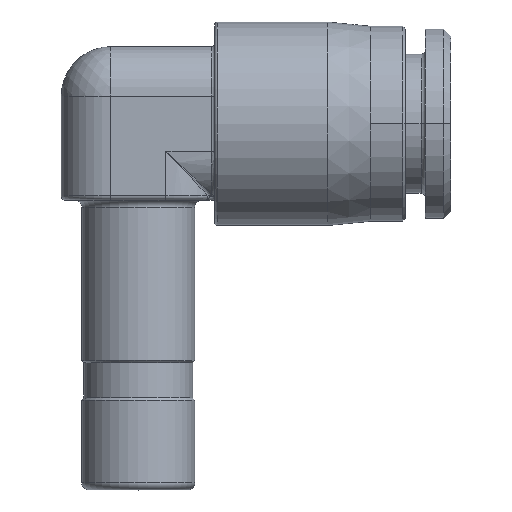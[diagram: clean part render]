
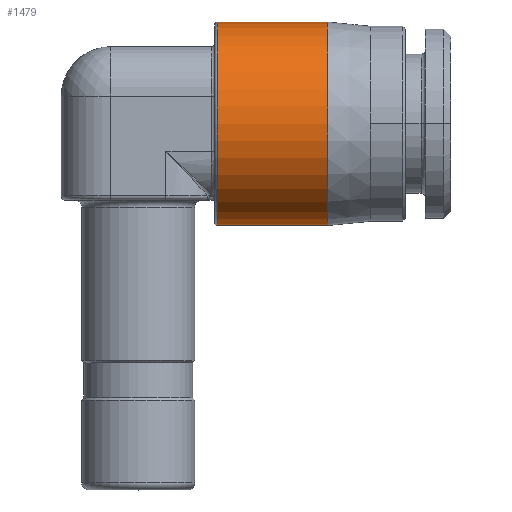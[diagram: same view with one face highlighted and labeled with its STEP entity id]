
A CAD part, top view. The second image highlights one B-rep face of the part: STEP entity #1479.
In plain terms, the highlighted cylindrical face has radius 7.2 mm (diameter 14.4 mm), a partial arc.
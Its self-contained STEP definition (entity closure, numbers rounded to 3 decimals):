
#130=DIRECTION('',(1.,0.,0.));
#131=VECTOR('',#130,7.8);
#132=CARTESIAN_POINT('',(5.6,7.2,0.));
#133=LINE('',#132,#131);
#134=DIRECTION('',(1.,0.,0.));
#135=VECTOR('',#134,7.8);
#136=CARTESIAN_POINT('',(5.6,-7.2,0.));
#137=LINE('',#136,#135);
#138=CARTESIAN_POINT('',(5.6,0.,0.));
#139=DIRECTION('',(-1.,0.,0.));
#140=DIRECTION('',(0.,-1.,0.));
#141=AXIS2_PLACEMENT_3D('',#138,#139,#140);
#180=CARTESIAN_POINT('',(13.4,0.,0.));
#181=DIRECTION('',(1.,0.,0.));
#182=DIRECTION('',(0.,1.,0.));
#183=AXIS2_PLACEMENT_3D('',#180,#181,#182);
#1030=CARTESIAN_POINT('',(13.4,7.2,0.));
#1031=CARTESIAN_POINT('',(13.4,-7.2,0.));
#1032=VERTEX_POINT('',#1030);
#1033=VERTEX_POINT('',#1031);
#1110=CARTESIAN_POINT('',(5.6,7.2,0.));
#1111=VERTEX_POINT('',#1110);
#1116=CARTESIAN_POINT('',(5.6,-7.2,0.));
#1117=VERTEX_POINT('',#1116);
#1465=CARTESIAN_POINT('',(16.95,0.,0.));
#1466=DIRECTION('',(-1.,0.,0.));
#1467=DIRECTION('',(0.,-1.,0.));
#1468=AXIS2_PLACEMENT_3D('',#1465,#1466,#1467);
#1469=CYLINDRICAL_SURFACE('',#1468,7.2);
#1471=ORIENTED_EDGE('',*,*,#1470,.T.);
#1473=ORIENTED_EDGE('',*,*,#1472,.T.);
#1475=ORIENTED_EDGE('',*,*,#1474,.F.);
#1476=ORIENTED_EDGE('',*,*,#1459,.T.);
#1477=EDGE_LOOP('',(#1471,#1473,#1475,#1476));
#1478=FACE_OUTER_BOUND('',#1477,.F.);
#1479=ADVANCED_FACE('',(#1478),#1469,.T.);
#142=CIRCLE('',#141,7.2);
#184=CIRCLE('',#183,7.2);
#1459=EDGE_CURVE('',#1117,#1111,#142,.T.);
#1470=EDGE_CURVE('',#1111,#1032,#133,.T.);
#1472=EDGE_CURVE('',#1032,#1033,#184,.T.);
#1474=EDGE_CURVE('',#1117,#1033,#137,.T.);
